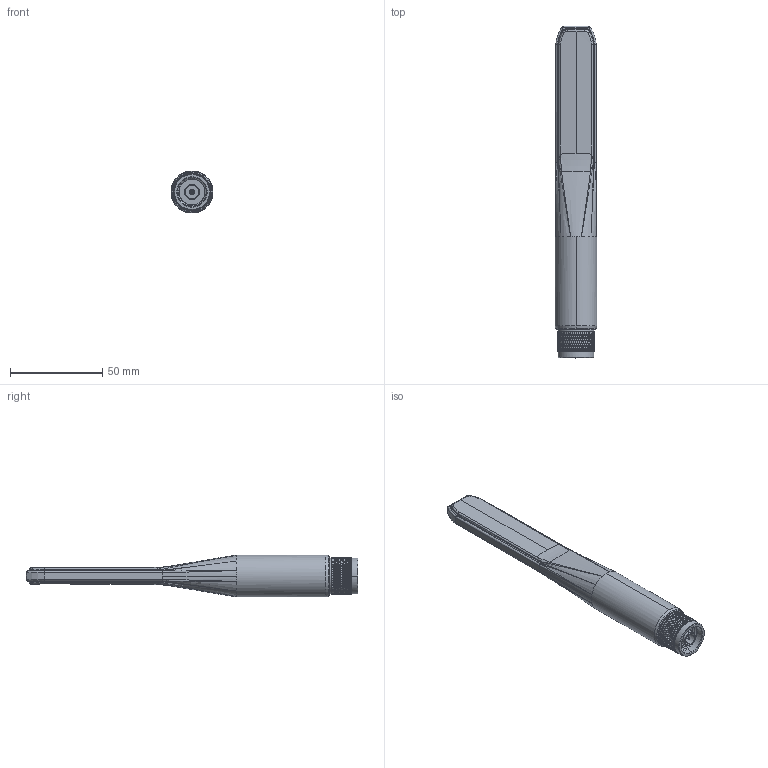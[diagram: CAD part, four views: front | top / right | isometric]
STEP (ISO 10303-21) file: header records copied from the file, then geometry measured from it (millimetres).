
FILE_DESCRIPTION (( 'STEP AP214' ), '1' );
FILE_NAME ('FM51RD1006_3D.step', '2022-12-30T19:42:01', ( '' ), ( '' ), 'SwSTEP 2.0', 'SolidWorks 2022', '' );
FILE_SCHEMA (( 'AUTOMOTIVE_DESIGN' ));
Length unit declared in the file: inch
Products named in the file (1): FM51RD1006_3D
Bounding box: 22.7 x 179.5 x 22.7 mm (x, y, z)
Volume: 22374 mm3; surface area: 22011.5 mm2
Topology: 2 solids, 2 shells, 2730 faces, 5691 edges, 2961 vertices
Faces by surface type: bspline 1867, cylinder 502, cone 272, plane 87, torus 2
Entity records: 138901 total; most frequent: CARTESIAN_POINT 101908, ORIENTED_EDGE 11358, EDGE_CURVE 5679, DIRECTION 3026, VERTEX_POINT 2961, EDGE_LOOP 2738, ADVANCED_FACE 2730, FACE_OUTER_BOUND 2730
